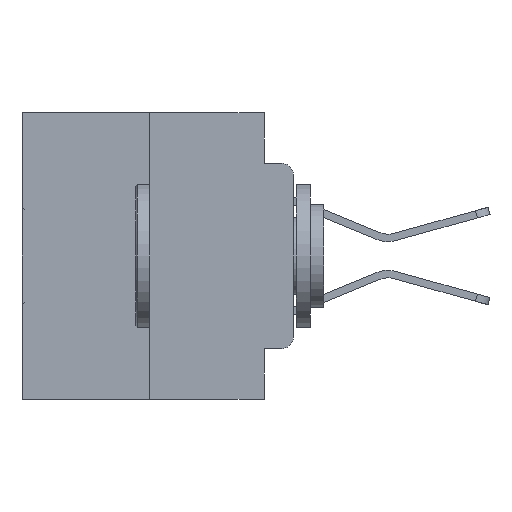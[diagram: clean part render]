
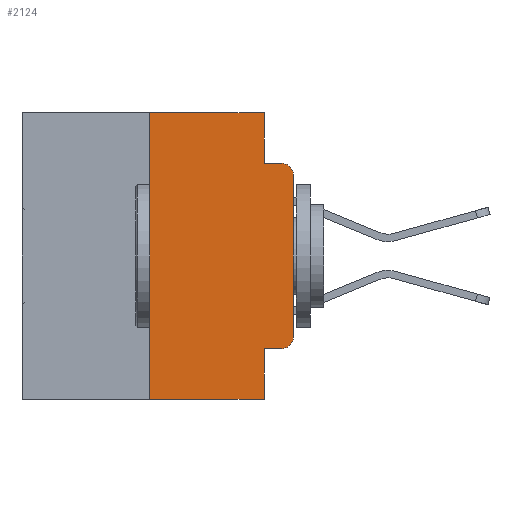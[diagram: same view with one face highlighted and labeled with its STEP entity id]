
A CAD part, left-side view. The second image highlights one B-rep face of the part: STEP entity #2124.
In plain terms, the highlighted planar face has unit normal (-1, 0, 0).
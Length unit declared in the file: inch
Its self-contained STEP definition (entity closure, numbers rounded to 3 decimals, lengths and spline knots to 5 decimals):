
#521 = ORIENTED_EDGE ( 'NONE', *, *, #16592, .F. ) ;
#530 = CARTESIAN_POINT ( 'NONE',  ( 0., 0.051, -0.0885 ) ) ;
#982 = DIRECTION ( 'NONE',  ( 0., 0., -1. ) ) ;
#2003 = ORIENTED_EDGE ( 'NONE', *, *, #11841, .T. ) ;
#2124 = ADVANCED_FACE ( 'NONE', ( #28234 ), #18253, .F. ) ;
#2234 = DIRECTION ( 'NONE',  ( 0., -1., 0. ) ) ;
#2455 = LINE ( 'NONE', #7882, #14353 ) ;
#2734 = LINE ( 'NONE', #6598, #13170 ) ;
#2924 = DIRECTION ( 'NONE',  ( 0., -1., 0. ) ) ;
#3051 = CARTESIAN_POINT ( 'NONE',  ( 0., 0.25, -0.5 ) ) ;
#3120 = LINE ( 'NONE', #7553, #26710 ) ;
#3864 = ORIENTED_EDGE ( 'NONE', *, *, #26769, .F. ) ;
#3953 = DIRECTION ( 'NONE',  ( 0., -1., 0. ) ) ;
#4148 = DIRECTION ( 'NONE',  ( 0., 0., -1. ) ) ;
#4700 = DIRECTION ( 'NONE',  ( 0., 0., -1. ) ) ;
#5727 = VECTOR ( 'NONE', #20125, 39.37008 ) ;
#6159 = CARTESIAN_POINT ( 'NONE',  ( 0., 0.051, -0.0885 ) ) ;
#6472 = LINE ( 'NONE', #24744, #5727 ) ;
#6598 = CARTESIAN_POINT ( 'NONE',  ( 0., 0.051, 0. ) ) ;
#6903 = ORIENTED_EDGE ( 'NONE', *, *, #13434, .T. ) ;
#7527 = VERTEX_POINT ( 'NONE', #6159 ) ;
#7545 = CARTESIAN_POINT ( 'NONE',  ( 0., 0.25, 0. ) ) ;
#7553 = CARTESIAN_POINT ( 'NONE',  ( 0., 0., 0. ) ) ;
#7882 = CARTESIAN_POINT ( 'NONE',  ( 0., 0.25, 0. ) ) ;
#8183 = VECTOR ( 'NONE', #4700, 39.37008 ) ;
#8356 = CARTESIAN_POINT ( 'NONE',  ( 0., 0.02, -0.4115 ) ) ;
#8650 = VERTEX_POINT ( 'NONE', #29338 ) ;
#8775 = ORIENTED_EDGE ( 'NONE', *, *, #22838, .F. ) ;
#8880 = VECTOR ( 'NONE', #3953, 39.37008 ) ;
#9196 = AXIS2_PLACEMENT_3D ( 'NONE', #24946, #10940, #27277 ) ;
#9257 = CIRCLE ( 'NONE', #9196, 0.02 ) ;
#9312 = LINE ( 'NONE', #530, #14806 ) ;
#9851 = AXIS2_PLACEMENT_3D ( 'NONE', #29156, #15222, #982 ) ;
#9890 = LINE ( 'NONE', #30350, #21599 ) ;
#10243 = CARTESIAN_POINT ( 'NONE',  ( 0., 0.473, 0. ) ) ;
#10270 = DIRECTION ( 'NONE',  ( 0., 0., 1. ) ) ;
#10780 = CARTESIAN_POINT ( 'NONE',  ( 0., 0.051, -0.4115 ) ) ;
#10830 = VERTEX_POINT ( 'NONE', #11376 ) ;
#10940 = DIRECTION ( 'NONE',  ( -1., 0., 0. ) ) ;
#11008 = CARTESIAN_POINT ( 'NONE',  ( 0., 0., -0.3915 ) ) ;
#11376 = CARTESIAN_POINT ( 'NONE',  ( 0., 0., -0.1085 ) ) ;
#11763 = CARTESIAN_POINT ( 'NONE',  ( 0., 0.051, 0. ) ) ;
#11841 = EDGE_CURVE ( 'NONE', #13814, #11979, #18057, .T. ) ;
#11979 = VERTEX_POINT ( 'NONE', #11008 ) ;
#12319 = DIRECTION ( 'NONE',  ( 0., 0., -1. ) ) ;
#12385 = DIRECTION ( 'NONE',  ( 1., 0., 0. ) ) ;
#13170 = VECTOR ( 'NONE', #4148, 39.37008 ) ;
#13428 = CARTESIAN_POINT ( 'NONE',  ( 0., 0.473, -0.5 ) ) ;
#13434 = EDGE_CURVE ( 'NONE', #17779, #13814, #9890, .T. ) ;
#13814 = VERTEX_POINT ( 'NONE', #8356 ) ;
#14353 = VECTOR ( 'NONE', #10270, 39.37008 ) ;
#14806 = VECTOR ( 'NONE', #2924, 39.37008 ) ;
#15132 = LINE ( 'NONE', #13428, #8880 ) ;
#15222 = DIRECTION ( 'NONE',  ( -1., 0., 0. ) ) ;
#15756 = CARTESIAN_POINT ( 'NONE',  ( 0., 0.051, -0.5 ) ) ;
#15780 = VERTEX_POINT ( 'NONE', #15756 ) ;
#16592 = EDGE_CURVE ( 'NONE', #17779, #15780, #26847, .T. ) ;
#17002 = EDGE_CURVE ( 'NONE', #29217, #15780, #15132, .T. ) ;
#17628 = EDGE_LOOP ( 'NONE', ( #25972, #20488, #8775, #21973, #3864, #23424, #18683, #521, #6903, #2003 ) ) ;
#17779 = VERTEX_POINT ( 'NONE', #10780 ) ;
#18057 = CIRCLE ( 'NONE', #9851, 0.02 ) ;
#18153 = EDGE_CURVE ( 'NONE', #29217, #30410, #2455, .T. ) ;
#18253 = PLANE ( 'NONE',  #25349 ) ;
#18683 = ORIENTED_EDGE ( 'NONE', *, *, #17002, .T. ) ;
#19234 = DIRECTION ( 'NONE',  ( 0., 0., 1. ) ) ;
#19708 = EDGE_CURVE ( 'NONE', #19846, #7527, #2734, .T. ) ;
#19846 = VERTEX_POINT ( 'NONE', #11763 ) ;
#20125 = DIRECTION ( 'NONE',  ( 0., -1., 0. ) ) ;
#20488 = ORIENTED_EDGE ( 'NONE', *, *, #24403, .T. ) ;
#21599 = VECTOR ( 'NONE', #2234, 39.37008 ) ;
#21973 = ORIENTED_EDGE ( 'NONE', *, *, #19708, .F. ) ;
#22838 = EDGE_CURVE ( 'NONE', #7527, #8650, #9312, .T. ) ;
#23424 = ORIENTED_EDGE ( 'NONE', *, *, #18153, .F. ) ;
#24403 = EDGE_CURVE ( 'NONE', #10830, #8650, #9257, .T. ) ;
#24744 = CARTESIAN_POINT ( 'NONE',  ( 0., 0.473, 0. ) ) ;
#24946 = CARTESIAN_POINT ( 'NONE',  ( 0., 0.02, -0.1085 ) ) ;
#25349 = AXIS2_PLACEMENT_3D ( 'NONE', #10243, #12385, #12319 ) ;
#25964 = EDGE_CURVE ( 'NONE', #11979, #10830, #3120, .T. ) ;
#25972 = ORIENTED_EDGE ( 'NONE', *, *, #25964, .T. ) ;
#26710 = VECTOR ( 'NONE', #19234, 39.37008 ) ;
#26769 = EDGE_CURVE ( 'NONE', #30410, #19846, #6472, .T. ) ;
#26847 = LINE ( 'NONE', #30405, #8183 ) ;
#27277 = DIRECTION ( 'NONE',  ( 0., 0., -1. ) ) ;
#28234 = FACE_OUTER_BOUND ( 'NONE', #17628, .T. ) ;
#29156 = CARTESIAN_POINT ( 'NONE',  ( 0., 0.02, -0.3915 ) ) ;
#29217 = VERTEX_POINT ( 'NONE', #3051 ) ;
#29338 = CARTESIAN_POINT ( 'NONE',  ( 0., 0.02, -0.0885 ) ) ;
#30350 = CARTESIAN_POINT ( 'NONE',  ( 0., 0.051, -0.4115 ) ) ;
#30405 = CARTESIAN_POINT ( 'NONE',  ( 0., 0.051, 0. ) ) ;
#30410 = VERTEX_POINT ( 'NONE', #7545 ) ;
